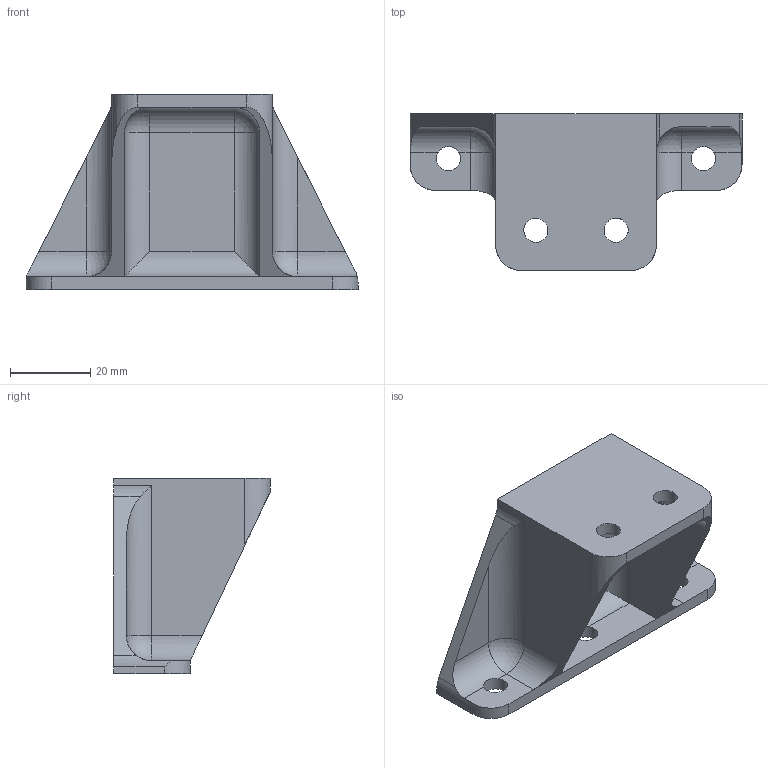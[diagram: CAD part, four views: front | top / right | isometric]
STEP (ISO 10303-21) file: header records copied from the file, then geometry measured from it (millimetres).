
FILE_DESCRIPTION(/* description */ (''),/* implementation_level */ '2;1');
FILE_NAME(/* name */ 'Z Axis Support 2.stp',/* time_stamp */ '2019-03-14T19:38:50-07:00',/* author */ ('jdtag'),/* organization */ (''),/* preprocessor_version */ 'ST-DEVELOPER v16.13',/* originating_system */ 'Autodesk Inventor 2018',/* authorisation */ '');
FILE_SCHEMA (('AUTOMOTIVE_DESIGN { 1 0 10303 214 3 1 1 }'));
Length unit declared in the file: inch
Products named in the file (1): Z Axis Support 2
Bounding box: 82.68 x 39.07 x 48.59 mm (x, y, z)
Volume: 27544.5 mm3; surface area: 15498.1 mm2
Topology: 1 solids, 1 shells, 51 faces, 142 edges, 88 vertices
Faces by surface type: cylinder 25, plane 22, sphere 4
Full cylindrical faces by diameter (mm): 6 x5
Entity records: 1689 total; most frequent: CARTESIAN_POINT 355, DIRECTION 277, ORIENTED_EDGE 264, EDGE_CURVE 132, AXIS2_PLACEMENT_3D 100, VERTEX_POINT 83, LINE 77, VECTOR 77
